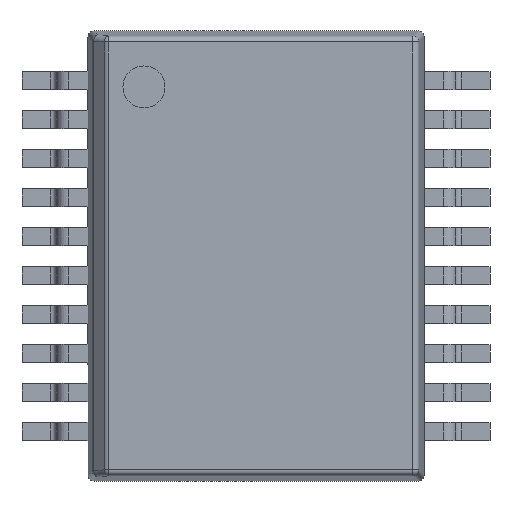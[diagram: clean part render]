
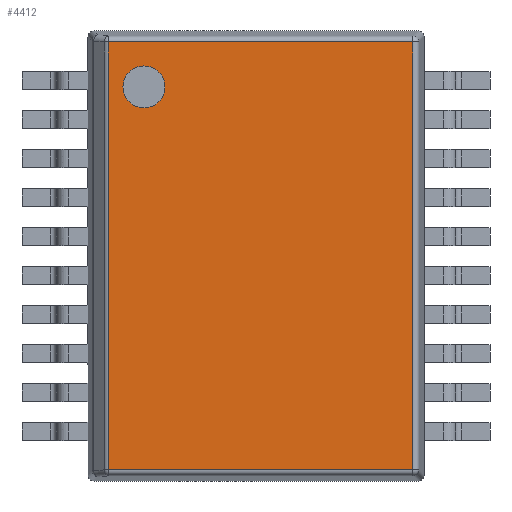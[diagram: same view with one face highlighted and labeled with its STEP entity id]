
A CAD part, top view. The second image highlights one B-rep face of the part: STEP entity #4412.
In plain terms, the highlighted planar face has unit normal (0, 0, 1).
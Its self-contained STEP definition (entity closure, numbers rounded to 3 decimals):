
#3453 = CYLINDRICAL_SURFACE('',#3454,0.1);
#3454 = AXIS2_PLACEMENT_3D('',#3455,#3456,#3457);
#3455 = CARTESIAN_POINT('',(0.3,0.185,1.9));
#3456 = DIRECTION('',(1.,0.,0.));
#3457 = DIRECTION('',(0.,-0.995,0.105));
#3602 = CYLINDRICAL_SURFACE('',#3603,0.1);
#3603 = AXIS2_PLACEMENT_3D('',#3604,#3605,#3606);
#3604 = CARTESIAN_POINT('',(0.3,7.315,1.9));
#3605 = DIRECTION('',(1.,0.,0.));
#3606 = DIRECTION('',(0.,0.995,0.105));
#3678 = CYLINDRICAL_SURFACE('',#3679,0.1);
#3679 = AXIS2_PLACEMENT_3D('',#3680,#3681,#3682);
#3680 = CARTESIAN_POINT('',(5.415,0.095,1.9));
#3681 = DIRECTION('',(0.,1.,0.));
#3682 = DIRECTION('',(0.995,0.,0.105));
#3982 = VERTEX_POINT('',#3983);
#3983 = CARTESIAN_POINT('',(0.341,0.185,2.));
#4020 = EDGE_CURVE('',#3982,#4021,#4023,.T.);
#4021 = VERTEX_POINT('',#4022);
#4022 = CARTESIAN_POINT('',(5.415,0.185,2.));
#4023 = SURFACE_CURVE('',#4024,(#4028,#4035),.PCURVE_S1.);
#4024 = LINE('',#4025,#4026);
#4025 = CARTESIAN_POINT('',(0.3,0.185,2.));
#4026 = VECTOR('',#4027,1.);
#4027 = DIRECTION('',(1.,0.,0.));
#4028 = PCURVE('',#3453,#4029);
#4029 = DEFINITIONAL_REPRESENTATION('',(#4030),#4034);
#4030 = LINE('',#4031,#4032);
#4031 = CARTESIAN_POINT('',(-1.466,0.));
#4032 = VECTOR('',#4033,1.);
#4033 = DIRECTION('',(0.,1.));
#4034 = ( GEOMETRIC_REPRESENTATION_CONTEXT(2) 
PARAMETRIC_REPRESENTATION_CONTEXT() REPRESENTATION_CONTEXT('2D SPACE',''
  ) );
#4035 = PCURVE('',#4036,#4041);
#4036 = PLANE('',#4037);
#4037 = AXIS2_PLACEMENT_3D('',#4038,#4039,#4040);
#4038 = CARTESIAN_POINT('',(0.,0.,2.));
#4039 = DIRECTION('',(0.,0.,1.));
#4040 = DIRECTION('',(1.,0.,0.));
#4041 = DEFINITIONAL_REPRESENTATION('',(#4042),#4046);
#4042 = LINE('',#4043,#4044);
#4043 = CARTESIAN_POINT('',(0.3,0.185));
#4044 = VECTOR('',#4045,1.);
#4045 = DIRECTION('',(1.,0.));
#4046 = ( GEOMETRIC_REPRESENTATION_CONTEXT(2) 
PARAMETRIC_REPRESENTATION_CONTEXT() REPRESENTATION_CONTEXT('2D SPACE',''
  ) );
#4184 = VERTEX_POINT('',#4185);
#4185 = CARTESIAN_POINT('',(0.341,7.315,2.));
#4222 = EDGE_CURVE('',#4184,#4223,#4225,.T.);
#4223 = VERTEX_POINT('',#4224);
#4224 = CARTESIAN_POINT('',(5.415,7.315,2.));
#4225 = SURFACE_CURVE('',#4226,(#4230,#4237),.PCURVE_S1.);
#4226 = LINE('',#4227,#4228);
#4227 = CARTESIAN_POINT('',(0.3,7.315,2.));
#4228 = VECTOR('',#4229,1.);
#4229 = DIRECTION('',(1.,0.,0.));
#4230 = PCURVE('',#3602,#4231);
#4231 = DEFINITIONAL_REPRESENTATION('',(#4232),#4236);
#4232 = LINE('',#4233,#4234);
#4233 = CARTESIAN_POINT('',(1.466,0.));
#4234 = VECTOR('',#4235,1.);
#4235 = DIRECTION('',(0.,1.));
#4236 = ( GEOMETRIC_REPRESENTATION_CONTEXT(2) 
PARAMETRIC_REPRESENTATION_CONTEXT() REPRESENTATION_CONTEXT('2D SPACE',''
  ) );
#4237 = PCURVE('',#4036,#4238);
#4238 = DEFINITIONAL_REPRESENTATION('',(#4239),#4243);
#4239 = LINE('',#4240,#4241);
#4240 = CARTESIAN_POINT('',(0.3,7.315));
#4241 = VECTOR('',#4242,1.);
#4242 = DIRECTION('',(1.,0.));
#4243 = ( GEOMETRIC_REPRESENTATION_CONTEXT(2) 
PARAMETRIC_REPRESENTATION_CONTEXT() REPRESENTATION_CONTEXT('2D SPACE',''
  ) );
#4297 = EDGE_CURVE('',#4021,#4223,#4298,.T.);
#4298 = SURFACE_CURVE('',#4299,(#4303,#4310),.PCURVE_S1.);
#4299 = LINE('',#4300,#4301);
#4300 = CARTESIAN_POINT('',(5.415,0.095,2.));
#4301 = VECTOR('',#4302,1.);
#4302 = DIRECTION('',(0.,1.,0.));
#4303 = PCURVE('',#3678,#4304);
#4304 = DEFINITIONAL_REPRESENTATION('',(#4305),#4309);
#4305 = LINE('',#4306,#4307);
#4306 = CARTESIAN_POINT('',(-1.466,0.));
#4307 = VECTOR('',#4308,1.);
#4308 = DIRECTION('',(0.,1.));
#4309 = ( GEOMETRIC_REPRESENTATION_CONTEXT(2) 
PARAMETRIC_REPRESENTATION_CONTEXT() REPRESENTATION_CONTEXT('2D SPACE',''
  ) );
#4310 = PCURVE('',#4036,#4311);
#4311 = DEFINITIONAL_REPRESENTATION('',(#4312),#4316);
#4312 = LINE('',#4313,#4314);
#4313 = CARTESIAN_POINT('',(5.415,0.095));
#4314 = VECTOR('',#4315,1.);
#4315 = DIRECTION('',(0.,1.));
#4316 = ( GEOMETRIC_REPRESENTATION_CONTEXT(2) 
PARAMETRIC_REPRESENTATION_CONTEXT() REPRESENTATION_CONTEXT('2D SPACE',''
  ) );
#4369 = CYLINDRICAL_SURFACE('',#4370,0.1);
#4370 = AXIS2_PLACEMENT_3D('',#4371,#4372,#4373);
#4371 = CARTESIAN_POINT('',(0.341,0.095,1.9));
#4372 = DIRECTION('',(0.,1.,0.));
#4373 = DIRECTION('',(-0.707,0.,0.707));
#4412 = ADVANCED_FACE('',(#4413,#4439),#4036,.T.);
#4413 = FACE_BOUND('',#4414,.T.);
#4414 = EDGE_LOOP('',(#4415,#4416,#4437,#4438));
#4415 = ORIENTED_EDGE('',*,*,#4222,.F.);
#4416 = ORIENTED_EDGE('',*,*,#4417,.F.);
#4417 = EDGE_CURVE('',#3982,#4184,#4418,.T.);
#4418 = SURFACE_CURVE('',#4419,(#4423,#4430),.PCURVE_S1.);
#4419 = LINE('',#4420,#4421);
#4420 = CARTESIAN_POINT('',(0.341,0.095,2.));
#4421 = VECTOR('',#4422,1.);
#4422 = DIRECTION('',(0.,1.,0.));
#4423 = PCURVE('',#4036,#4424);
#4424 = DEFINITIONAL_REPRESENTATION('',(#4425),#4429);
#4425 = LINE('',#4426,#4427);
#4426 = CARTESIAN_POINT('',(0.341,0.095));
#4427 = VECTOR('',#4428,1.);
#4428 = DIRECTION('',(0.,1.));
#4429 = ( GEOMETRIC_REPRESENTATION_CONTEXT(2) 
PARAMETRIC_REPRESENTATION_CONTEXT() REPRESENTATION_CONTEXT('2D SPACE',''
  ) );
#4430 = PCURVE('',#4369,#4431);
#4431 = DEFINITIONAL_REPRESENTATION('',(#4432),#4436);
#4432 = LINE('',#4433,#4434);
#4433 = CARTESIAN_POINT('',(0.785,0.));
#4434 = VECTOR('',#4435,1.);
#4435 = DIRECTION('',(0.,1.));
#4436 = ( GEOMETRIC_REPRESENTATION_CONTEXT(2) 
PARAMETRIC_REPRESENTATION_CONTEXT() REPRESENTATION_CONTEXT('2D SPACE',''
  ) );
#4437 = ORIENTED_EDGE('',*,*,#4020,.T.);
#4438 = ORIENTED_EDGE('',*,*,#4297,.T.);
#4439 = FACE_BOUND('',#4440,.T.);
#4440 = EDGE_LOOP('',(#4441));
#4441 = ORIENTED_EDGE('',*,*,#4442,.F.);
#4442 = EDGE_CURVE('',#4443,#4443,#4445,.T.);
#4443 = VERTEX_POINT('',#4444);
#4444 = CARTESIAN_POINT('',(1.283,6.567,2.));
#4445 = SURFACE_CURVE('',#4446,(#4451,#4458),.PCURVE_S1.);
#4446 = CIRCLE('',#4447,0.35);
#4447 = AXIS2_PLACEMENT_3D('',#4448,#4449,#4450);
#4448 = CARTESIAN_POINT('',(0.933,6.567,2.));
#4449 = DIRECTION('',(0.,0.,1.));
#4450 = DIRECTION('',(1.,0.,0.));
#4451 = PCURVE('',#4036,#4452);
#4452 = DEFINITIONAL_REPRESENTATION('',(#4453),#4457);
#4453 = CIRCLE('',#4454,0.35);
#4454 = AXIS2_PLACEMENT_2D('',#4455,#4456);
#4455 = CARTESIAN_POINT('',(0.933,6.567));
#4456 = DIRECTION('',(1.,0.));
#4457 = ( GEOMETRIC_REPRESENTATION_CONTEXT(2) 
PARAMETRIC_REPRESENTATION_CONTEXT() REPRESENTATION_CONTEXT('2D SPACE',''
  ) );
#4458 = PCURVE('',#4459,#4464);
#4459 = CYLINDRICAL_SURFACE('',#4460,0.35);
#4460 = AXIS2_PLACEMENT_3D('',#4461,#4462,#4463);
#4461 = CARTESIAN_POINT('',(0.933,6.567,1.9));
#4462 = DIRECTION('',(0.,0.,1.));
#4463 = DIRECTION('',(1.,0.,0.));
#4464 = DEFINITIONAL_REPRESENTATION('',(#4465),#4469);
#4465 = LINE('',#4466,#4467);
#4466 = CARTESIAN_POINT('',(0.,0.1));
#4467 = VECTOR('',#4468,1.);
#4468 = DIRECTION('',(1.,0.));
#4469 = ( GEOMETRIC_REPRESENTATION_CONTEXT(2) 
PARAMETRIC_REPRESENTATION_CONTEXT() REPRESENTATION_CONTEXT('2D SPACE',''
  ) );
